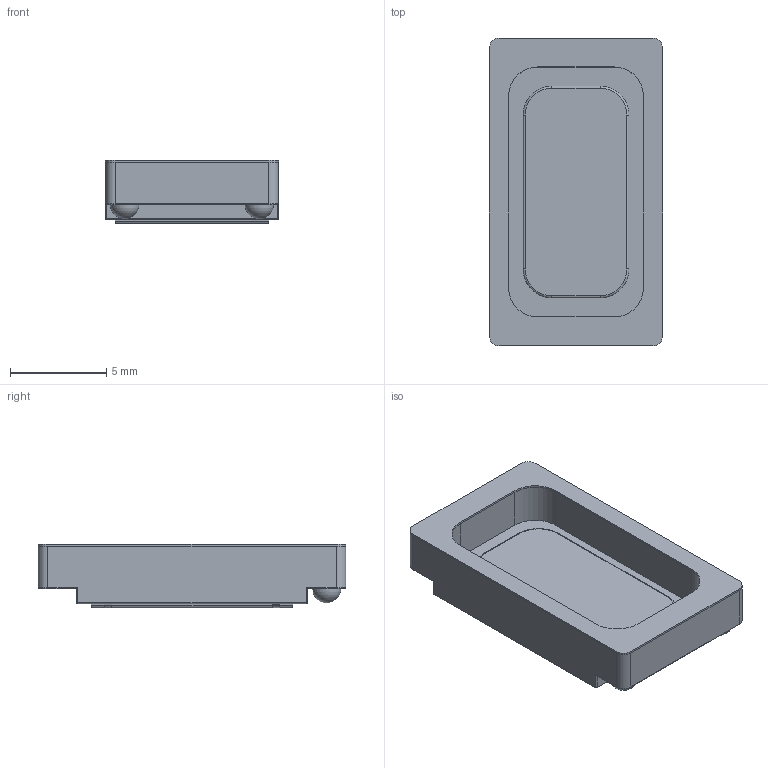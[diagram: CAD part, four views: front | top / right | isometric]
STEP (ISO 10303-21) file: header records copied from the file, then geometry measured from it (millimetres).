
FILE_DESCRIPTION(/* description */ (''),/* implementation_level */ '2;1');
FILE_NAME(/* name */ 'Inghai_GSPK1609035TN-7R0.8W-L100.step',/* time_stamp */ '2024-02-28T02:39:09+01:00',/* author */ (''),/* organization */ (''),/* preprocessor_version */ 'ST-DEVELOPER v20',/* originating_system */ 'Autodesk Translation Framework v12.20.1.177',/* authorisation */ '');
FILE_SCHEMA (('AUTOMOTIVE_DESIGN { 1 0 10303 214 3 1 1 }'));
Length unit declared in the file: millimetre
Products named in the file (1): GSPK1609035TN-7R0.8W-L100
Bounding box: 9 x 16 x 3.3 mm (x, y, z)
Volume: 260 mm3; surface area: 644.6 mm2
Topology: 2 solids, 2 shells, 107 faces, 256 edges, 156 vertices
Faces by surface type: cylinder 50, plane 43, torus 8, sphere 6
Entity records: 3171 total; most frequent: DIRECTION 566, CARTESIAN_POINT 518, ORIENTED_EDGE 508, EDGE_CURVE 254, AXIS2_PLACEMENT_3D 204, LINE 158, VECTOR 158, VERTEX_POINT 156
